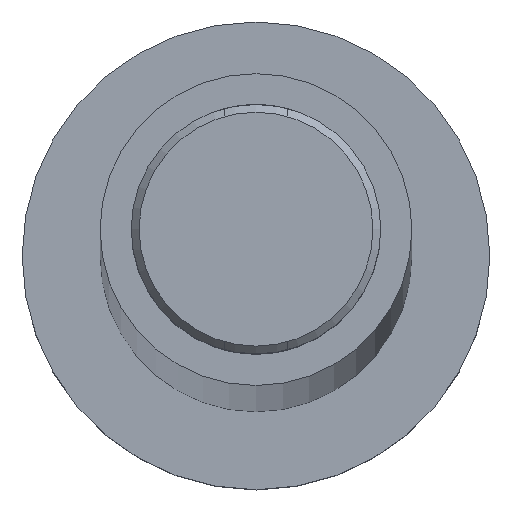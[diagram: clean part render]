
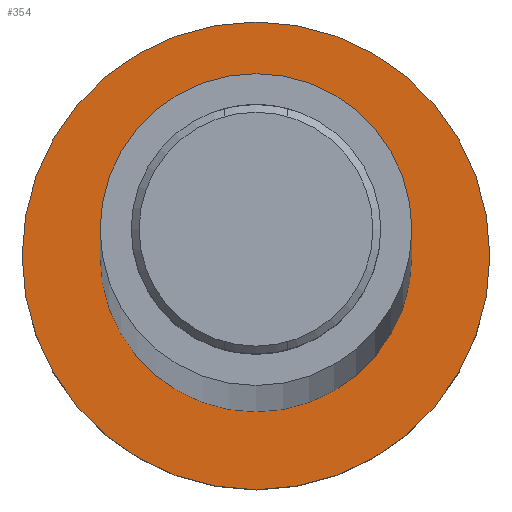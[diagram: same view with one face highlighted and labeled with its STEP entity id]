
A CAD part, top view. The second image highlights one B-rep face of the part: STEP entity #354.
In plain terms, the highlighted planar face has unit normal (0, 0, 1).
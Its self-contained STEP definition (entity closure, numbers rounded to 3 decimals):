
#251=CARTESIAN_POINT('',(-5.,0.,5.));
#252=VERTEX_POINT('',#251);
#259=CARTESIAN_POINT('',(5.,0.,5.));
#260=VERTEX_POINT('',#259);
#261=CARTESIAN_POINT('',(0.,0.,5.));
#262=DIRECTION('',(-1.,0.,0.));
#263=DIRECTION('',(-0.,0.,1.));
#264=AXIS2_PLACEMENT_3D('',#261,#263,#262);
#265=CIRCLE('',#264,5.);
#266=EDGE_CURVE('',#252,#260,#265,.T.);
#268=CARTESIAN_POINT('',(0.,0.,5.));
#269=DIRECTION('',(1.,0.,0.));
#270=DIRECTION('',(0.,0.,1.));
#271=AXIS2_PLACEMENT_3D('',#268,#270,#269);
#272=CIRCLE('',#271,5.);
#273=EDGE_CURVE('',#260,#252,#272,.T.);
#285=CARTESIAN_POINT('',(7.5,0.,5.));
#286=VERTEX_POINT('',#285);
#287=CARTESIAN_POINT('',(-7.5,0.,5.));
#288=VERTEX_POINT('',#287);
#289=CARTESIAN_POINT('',(0.,0.,5.));
#290=DIRECTION('',(1.,0.,0.));
#291=DIRECTION('',(-0.,0.,-1.));
#292=AXIS2_PLACEMENT_3D('',#289,#291,#290);
#293=CIRCLE('',#292,7.5);
#294=EDGE_CURVE('',#286,#288,#293,.T.);
#321=CARTESIAN_POINT('',(0.,0.,5.));
#322=DIRECTION('',(-1.,0.,0.));
#323=DIRECTION('',(0.,0.,-1.));
#324=AXIS2_PLACEMENT_3D('',#321,#323,#322);
#325=CIRCLE('',#324,7.5);
#326=EDGE_CURVE('',#288,#286,#325,.T.);
#341=CARTESIAN_POINT('',(0.,0.,5.));
#342=DIRECTION('',(1.,0.,0.));
#343=DIRECTION('',(0.,0.,1.));
#344=AXIS2_PLACEMENT_3D('',#341,#343,#342);
#345=PLANE('',#344);
#346=ORIENTED_EDGE('',*,*,#326,.F.);
#347=ORIENTED_EDGE('',*,*,#294,.F.);
#348=EDGE_LOOP('',(#346,#347));
#349=FACE_OUTER_BOUND('',#348,.T.);
#350=ORIENTED_EDGE('',*,*,#266,.F.);
#351=ORIENTED_EDGE('',*,*,#273,.F.);
#352=EDGE_LOOP('',(#350,#351));
#353=FACE_BOUND('',#352,.T.);
#354=ADVANCED_FACE('F9',(#349,#353),#345,.T.);
